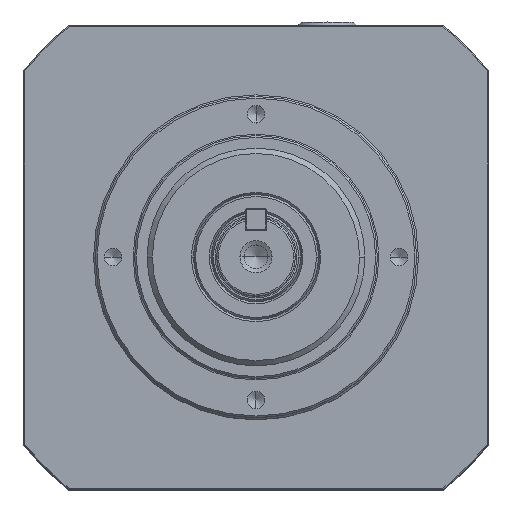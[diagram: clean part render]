
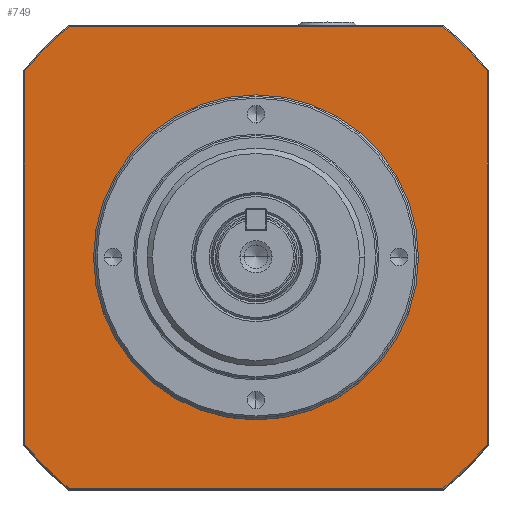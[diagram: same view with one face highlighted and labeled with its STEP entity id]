
A CAD part, top view. The second image highlights one B-rep face of the part: STEP entity #749.
In plain terms, the highlighted planar face has unit normal (0, 0, 1).
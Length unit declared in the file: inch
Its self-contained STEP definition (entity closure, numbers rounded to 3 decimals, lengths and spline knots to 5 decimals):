
#208 = DIRECTION ( 'NONE',  ( 1., 0., 0. ) ) ;
#419 = EDGE_CURVE ( 'NONE', #7846, #5114, #5118, .T. ) ;
#469 = ORIENTED_EDGE ( 'NONE', *, *, #9233, .F. ) ;
#567 = CIRCLE ( 'NONE', #4361, 1.75984 ) ;
#749 = ADVANCED_FACE ( 'NONE', ( #7480, #3416 ), #1803, .T. ) ;
#810 = EDGE_CURVE ( 'NONE', #3991, #5475, #6913, .T. ) ;
#932 = VECTOR ( 'NONE', #9351, 39.37008 ) ;
#1031 = CARTESIAN_POINT ( 'NONE',  ( 0., 0., -3.50394 ) ) ;
#1087 = VECTOR ( 'NONE', #3611, 39.37008 ) ;
#1481 = CARTESIAN_POINT ( 'NONE',  ( -2.05938, 2.54724, -3.50394 ) ) ;
#1517 = VERTEX_POINT ( 'NONE', #7348 ) ;
#1574 = EDGE_CURVE ( 'NONE', #7259, #1517, #3897, .T. ) ;
#1803 = PLANE ( 'NONE',  #7988 ) ;
#1828 = DIRECTION ( 'NONE',  ( 1., 0., 0. ) ) ;
#1945 = DIRECTION ( 'NONE',  ( 0., 0., -1. ) ) ;
#2174 = LINE ( 'NONE', #8329, #932 ) ;
#2186 = AXIS2_PLACEMENT_3D ( 'NONE', #5919, #1945, #5202 ) ;
#2191 = EDGE_CURVE ( 'NONE', #5550, #9055, #2174, .T. ) ;
#2364 = CARTESIAN_POINT ( 'NONE',  ( 2.05938, 2.54724, -3.50394 ) ) ;
#2530 = VERTEX_POINT ( 'NONE', #10062 ) ;
#2669 = EDGE_CURVE ( 'NONE', #1517, #7259, #567, .T. ) ;
#2685 = CARTESIAN_POINT ( 'NONE',  ( 2.54724, 2.05938, -3.50394 ) ) ;
#2870 = EDGE_CURVE ( 'NONE', #10166, #7846, #5514, .T. ) ;
#2956 = EDGE_LOOP ( 'NONE', ( #3918, #8391 ) ) ;
#3201 = CARTESIAN_POINT ( 'NONE',  ( 0., 0., -3.50394 ) ) ;
#3210 = ORIENTED_EDGE ( 'NONE', *, *, #419, .F. ) ;
#3397 = CARTESIAN_POINT ( 'NONE',  ( 2.54724, -2.05938, -3.50394 ) ) ;
#3416 = FACE_BOUND ( 'NONE', #2956, .T. ) ;
#3599 = CARTESIAN_POINT ( 'NONE',  ( 2.05938, -2.54724, -3.50394 ) ) ;
#3611 = DIRECTION ( 'NONE',  ( -1., 0., 0. ) ) ;
#3625 = ORIENTED_EDGE ( 'NONE', *, *, #5606, .F. ) ;
#3897 = CIRCLE ( 'NONE', #7025, 1.75984 ) ;
#3907 = ORIENTED_EDGE ( 'NONE', *, *, #5334, .F. ) ;
#3918 = ORIENTED_EDGE ( 'NONE', *, *, #1574, .F. ) ;
#3991 = VERTEX_POINT ( 'NONE', #3599 ) ;
#4004 = CIRCLE ( 'NONE', #2186, 3.27559 ) ;
#4084 = CARTESIAN_POINT ( 'NONE',  ( 0., 0., -3.50394 ) ) ;
#4119 = CARTESIAN_POINT ( 'NONE',  ( -2.54724, 2.05938, -3.50394 ) ) ;
#4192 = CIRCLE ( 'NONE', #7159, 3.27559 ) ;
#4361 = AXIS2_PLACEMENT_3D ( 'NONE', #3201, #4751, #4795 ) ;
#4363 = AXIS2_PLACEMENT_3D ( 'NONE', #7974, #8895, #1828 ) ;
#4426 = CARTESIAN_POINT ( 'NONE',  ( -2.05938, -2.54724, -3.50394 ) ) ;
#4628 = DIRECTION ( 'NONE',  ( 1., 0., 0. ) ) ;
#4684 = DIRECTION ( 'NONE',  ( -1., 0., 0. ) ) ;
#4751 = DIRECTION ( 'NONE',  ( 0., 0., 1. ) ) ;
#4795 = DIRECTION ( 'NONE',  ( -1., 0., 0. ) ) ;
#4999 = DIRECTION ( 'NONE',  ( 0., 0., -1. ) ) ;
#5114 = VERTEX_POINT ( 'NONE', #3397 ) ;
#5118 = LINE ( 'NONE', #8840, #8486 ) ;
#5202 = DIRECTION ( 'NONE',  ( -1., 0., 0. ) ) ;
#5334 = EDGE_CURVE ( 'NONE', #2530, #10166, #10095, .T. ) ;
#5475 = VERTEX_POINT ( 'NONE', #4426 ) ;
#5514 = CIRCLE ( 'NONE', #6825, 3.27559 ) ;
#5517 = CIRCLE ( 'NONE', #4363, 3.27559 ) ;
#5550 = VERTEX_POINT ( 'NONE', #7010 ) ;
#5606 = EDGE_CURVE ( 'NONE', #9055, #2530, #4192, .T. ) ;
#5740 = EDGE_CURVE ( 'NONE', #5114, #3991, #5517, .T. ) ;
#5759 = ORIENTED_EDGE ( 'NONE', *, *, #5740, .F. ) ;
#5919 = CARTESIAN_POINT ( 'NONE',  ( 0., 0., -3.50394 ) ) ;
#6093 = CARTESIAN_POINT ( 'NONE',  ( 2.05938, -2.54724, -3.50394 ) ) ;
#6280 = DIRECTION ( 'NONE',  ( 0., 0., -1. ) ) ;
#6297 = ORIENTED_EDGE ( 'NONE', *, *, #810, .F. ) ;
#6561 = DIRECTION ( 'NONE',  ( 1., 0., 0. ) ) ;
#6603 = DIRECTION ( 'NONE',  ( 0., 0., 1. ) ) ;
#6825 = AXIS2_PLACEMENT_3D ( 'NONE', #8196, #4999, #208 ) ;
#6846 = ORIENTED_EDGE ( 'NONE', *, *, #2191, .F. ) ;
#6913 = LINE ( 'NONE', #6093, #1087 ) ;
#6969 = ORIENTED_EDGE ( 'NONE', *, *, #2870, .F. ) ;
#7010 = CARTESIAN_POINT ( 'NONE',  ( -2.54724, -2.05938, -3.50394 ) ) ;
#7025 = AXIS2_PLACEMENT_3D ( 'NONE', #4084, #8716, #7185 ) ;
#7159 = AXIS2_PLACEMENT_3D ( 'NONE', #10099, #6280, #4684 ) ;
#7185 = DIRECTION ( 'NONE',  ( -1., 0., 0. ) ) ;
#7259 = VERTEX_POINT ( 'NONE', #10146 ) ;
#7347 = DIRECTION ( 'NONE',  ( 0., -1., 0. ) ) ;
#7348 = CARTESIAN_POINT ( 'NONE',  ( 1.75984, 0., -3.50394 ) ) ;
#7480 = FACE_OUTER_BOUND ( 'NONE', #8499, .T. ) ;
#7846 = VERTEX_POINT ( 'NONE', #2685 ) ;
#7974 = CARTESIAN_POINT ( 'NONE',  ( 0., 0., -3.50394 ) ) ;
#7988 = AXIS2_PLACEMENT_3D ( 'NONE', #1031, #6603, #6561 ) ;
#8196 = CARTESIAN_POINT ( 'NONE',  ( 0., 0., -3.50394 ) ) ;
#8329 = CARTESIAN_POINT ( 'NONE',  ( -2.54724, -2.05938, -3.50394 ) ) ;
#8391 = ORIENTED_EDGE ( 'NONE', *, *, #2669, .F. ) ;
#8486 = VECTOR ( 'NONE', #7347, 39.37008 ) ;
#8499 = EDGE_LOOP ( 'NONE', ( #6846, #469, #6297, #5759, #3210, #6969, #3907, #3625 ) ) ;
#8716 = DIRECTION ( 'NONE',  ( 0., 0., 1. ) ) ;
#8840 = CARTESIAN_POINT ( 'NONE',  ( 2.54724, 2.05938, -3.50394 ) ) ;
#8895 = DIRECTION ( 'NONE',  ( 0., 0., -1. ) ) ;
#9055 = VERTEX_POINT ( 'NONE', #4119 ) ;
#9233 = EDGE_CURVE ( 'NONE', #5475, #5550, #4004, .T. ) ;
#9351 = DIRECTION ( 'NONE',  ( 0., 1., 0. ) ) ;
#9615 = VECTOR ( 'NONE', #4628, 39.37008 ) ;
#10062 = CARTESIAN_POINT ( 'NONE',  ( -2.05938, 2.54724, -3.50394 ) ) ;
#10095 = LINE ( 'NONE', #1481, #9615 ) ;
#10099 = CARTESIAN_POINT ( 'NONE',  ( 0., 0., -3.50394 ) ) ;
#10146 = CARTESIAN_POINT ( 'NONE',  ( -1.75984, 0., -3.50394 ) ) ;
#10166 = VERTEX_POINT ( 'NONE', #2364 ) ;
